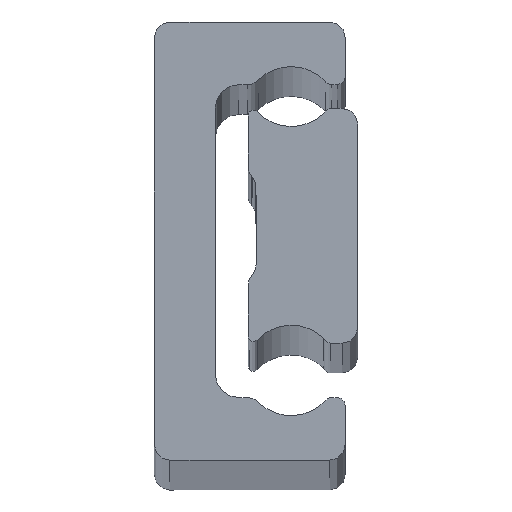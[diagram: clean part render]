
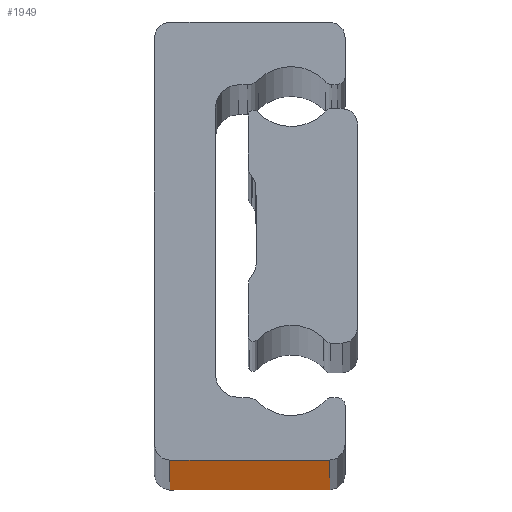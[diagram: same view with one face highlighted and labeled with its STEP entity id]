
A CAD part, top view. The second image highlights one B-rep face of the part: STEP entity #1949.
In plain terms, the highlighted planar face has unit normal (0, -1, 0).
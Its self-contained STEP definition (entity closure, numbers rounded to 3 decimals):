
#78 = VERTEX_POINT ( 'NONE', #329 ) ;
#210 = CARTESIAN_POINT ( 'NONE',  ( 11.2, -14., -1090. ) ) ;
#329 = CARTESIAN_POINT ( 'NONE',  ( 1., -14., 0. ) ) ;
#335 = EDGE_LOOP ( 'NONE', ( #5345, #4319, #2666, #1976 ) ) ;
#451 = CARTESIAN_POINT ( 'NONE',  ( 1., -14., -1090. ) ) ;
#554 = CARTESIAN_POINT ( 'NONE',  ( 1., -14., -1090. ) ) ;
#872 = LINE ( 'NONE', #3062, #1705 ) ;
#1092 = VERTEX_POINT ( 'NONE', #2413 ) ;
#1194 = EDGE_CURVE ( 'NONE', #3034, #1092, #872, .T. ) ;
#1705 = VECTOR ( 'NONE', #5330, 1000. ) ;
#1949 = ADVANCED_FACE ( 'NONE', ( #4997 ), #3637, .T. ) ;
#1976 = ORIENTED_EDGE ( 'NONE', *, *, #4404, .T. ) ;
#2022 = LINE ( 'NONE', #2980, #4844 ) ;
#2330 = DIRECTION ( 'NONE',  ( 0., -1., 0. ) ) ;
#2413 = CARTESIAN_POINT ( 'NONE',  ( 11.2, -14., -1090. ) ) ;
#2484 = VECTOR ( 'NONE', #4421, 1000. ) ;
#2553 = DIRECTION ( 'NONE',  ( 0., 0., 1. ) ) ;
#2666 = ORIENTED_EDGE ( 'NONE', *, *, #1194, .T. ) ;
#2889 = DIRECTION ( 'NONE',  ( 0., 0., 1. ) ) ;
#2926 = LINE ( 'NONE', #210, #4378 ) ;
#2980 = CARTESIAN_POINT ( 'NONE',  ( 1., -14., -1090. ) ) ;
#3034 = VERTEX_POINT ( 'NONE', #451 ) ;
#3062 = CARTESIAN_POINT ( 'NONE',  ( 1., -14., -1090. ) ) ;
#3575 = EDGE_CURVE ( 'NONE', #78, #4163, #3664, .T. ) ;
#3576 = CARTESIAN_POINT ( 'NONE',  ( 1., -14., 0. ) ) ;
#3637 = PLANE ( 'NONE',  #4685 ) ;
#3664 = LINE ( 'NONE', #3576, #2484 ) ;
#4099 = DIRECTION ( 'NONE',  ( 1., 0., 0. ) ) ;
#4163 = VERTEX_POINT ( 'NONE', #5619 ) ;
#4319 = ORIENTED_EDGE ( 'NONE', *, *, #5270, .F. ) ;
#4378 = VECTOR ( 'NONE', #2889, 1000. ) ;
#4404 = EDGE_CURVE ( 'NONE', #1092, #4163, #2926, .T. ) ;
#4421 = DIRECTION ( 'NONE',  ( 1., 0., 0. ) ) ;
#4685 = AXIS2_PLACEMENT_3D ( 'NONE', #554, #2330, #4099 ) ;
#4844 = VECTOR ( 'NONE', #2553, 1000. ) ;
#4997 = FACE_OUTER_BOUND ( 'NONE', #335, .T. ) ;
#5270 = EDGE_CURVE ( 'NONE', #3034, #78, #2022, .T. ) ;
#5330 = DIRECTION ( 'NONE',  ( 1., 0., 0. ) ) ;
#5345 = ORIENTED_EDGE ( 'NONE', *, *, #3575, .F. ) ;
#5619 = CARTESIAN_POINT ( 'NONE',  ( 11.2, -14., 0. ) ) ;
